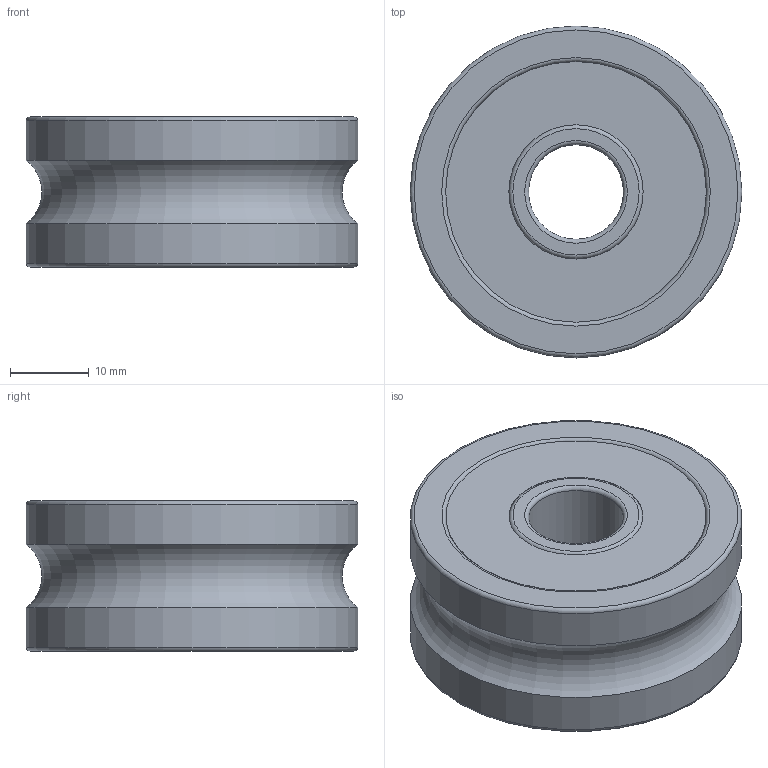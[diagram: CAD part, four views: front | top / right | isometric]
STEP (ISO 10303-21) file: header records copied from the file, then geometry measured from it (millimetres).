
FILE_DESCRIPTION(/* description */ ('Translator using VaultInventorServer'),/* implementation_level */ '2;1');
FILE_NAME(/* name */ 'CRUGC0000009_B.stp',/* time_stamp */ '2025-03-13T14:51:51+01:00',/* author */ ('srubbiani'),/* organization */ (''),/* preprocessor_version */ 'ST-DEVELOPER v18.1',/* originating_system */ 'Autodesk Inventor 2022',/* authorisation */ '');
FILE_SCHEMA (('AUTOMOTIVE_DESIGN { 1 0 10303 214 3 1 1 }'));
Length unit declared in the file: millimetre
Products named in the file (1): CRUGC0000009
Bounding box: 42 x 42 x 19 mm (x, y, z)
Volume: 22470 mm3; surface area: 8797.9 mm2
Topology: 3 solids, 3 shells, 30 faces, 54 edges, 34 vertices
Faces by surface type: cylinder 11, plane 10, torus 9
Full cylindrical faces by diameter (mm): 12 x1, 17 x4, 33 x4, 42 x2
Entity records: 817 total; most frequent: DIRECTION 159, CARTESIAN_POINT 119, ORIENTED_EDGE 108, AXIS2_PLACEMENT_3D 74, EDGE_CURVE 54, CIRCLE 43, EDGE_LOOP 40, VERTEX_POINT 34
